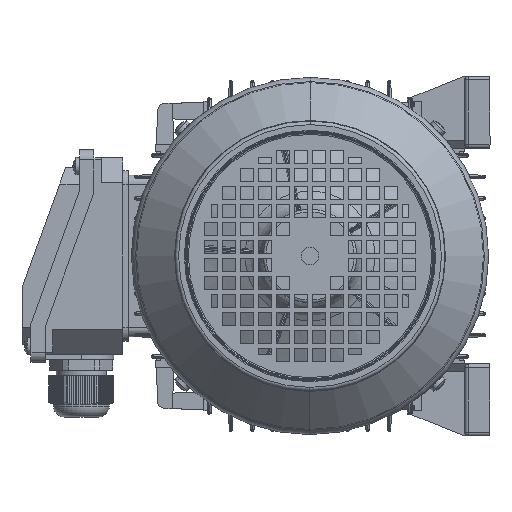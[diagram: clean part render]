
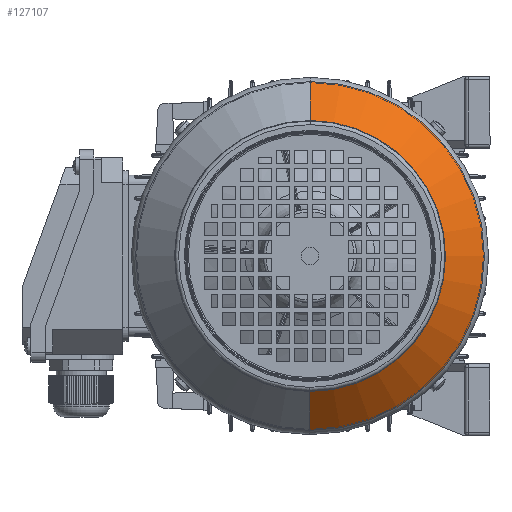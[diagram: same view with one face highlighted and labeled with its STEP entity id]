
A CAD part, left-side view. The second image highlights one B-rep face of the part: STEP entity #127107.
In plain terms, the highlighted conical face has half-angle 45 degrees and reference radius 75.293 mm.
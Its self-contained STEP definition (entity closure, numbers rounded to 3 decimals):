
#38380 = DIRECTION ( 'NONE',  ( -0.707, 0., 0.707 ) ) ;
#38381 = VECTOR ( 'NONE', #38380, 1000. ) ;
#38382 = CARTESIAN_POINT ( 'NONE',  ( 91.707, 0., 75.293 ) ) ;
#38383 = LINE ( 'NONE', #38382, #38381 ) ;
#38433 = DIRECTION ( 'NONE',  ( 0., 0., 1. ) ) ;
#38434 = DIRECTION ( 'NONE',  ( -1., 0., 0. ) ) ;
#38435 = CARTESIAN_POINT ( 'NONE',  ( 91.707, 0., 0. ) ) ;
#38436 = AXIS2_PLACEMENT_3D ( 'NONE', #38435, #38434, #38433 ) ;
#38442 = CIRCLE ( 'NONE', #38436, 75.293 ) ;
#38467 = CARTESIAN_POINT ( 'NONE',  ( 70.093, 0., -96.907 ) ) ;
#38468 = CARTESIAN_POINT ( 'NONE',  ( 70.093, 0., 96.907 ) ) ;
#38504 = CARTESIAN_POINT ( 'NONE',  ( 91.707, 0., -75.293 ) ) ;
#38505 = CARTESIAN_POINT ( 'NONE',  ( 91.707, 0., 75.293 ) ) ;
#38597 = DIRECTION ( 'NONE',  ( -0.707, 0., -0.707 ) ) ;
#38598 = VECTOR ( 'NONE', #38597, 1000. ) ;
#38599 = CARTESIAN_POINT ( 'NONE',  ( 91.707, 0., -75.293 ) ) ;
#38600 = LINE ( 'NONE', #38599, #38598 ) ;
#44774 = CONICAL_SURFACE ( 'NONE', #44835, 75.293, 0.785 ) ;
#44775 = CARTESIAN_POINT ( 'NONE',  ( 91.707, 0., 0. ) ) ;
#44776 = FACE_OUTER_BOUND ( 'NONE', #127108, .T. ) ;
#44833 = DIRECTION ( 'NONE',  ( 0., 0., 1. ) ) ;
#44834 = DIRECTION ( 'NONE',  ( -1., 0., 0. ) ) ;
#44835 = AXIS2_PLACEMENT_3D ( 'NONE', #44775, #44834, #44833 ) ;
#44964 = DIRECTION ( 'NONE',  ( 0., 0., 1. ) ) ;
#44965 = DIRECTION ( 'NONE',  ( -1., 0., 0. ) ) ;
#44966 = AXIS2_PLACEMENT_3D ( 'NONE', #44973, #44965, #44964 ) ;
#44967 = CIRCLE ( 'NONE', #44966, 96.907 ) ;
#44973 = CARTESIAN_POINT ( 'NONE',  ( 70.093, 0., 0. ) ) ;
#123534 = EDGE_CURVE ( 'NONE', #123567, #123555, #38383, .T. ) ;
#123541 = EDGE_CURVE ( 'NONE', #123568, #123567, #38442, .T. ) ;
#123555 = VERTEX_POINT ( 'NONE', #38468 ) ;
#123556 = VERTEX_POINT ( 'NONE', #38467 ) ;
#123567 = VERTEX_POINT ( 'NONE', #38505 ) ;
#123568 = VERTEX_POINT ( 'NONE', #38504 ) ;
#123610 = EDGE_CURVE ( 'NONE', #123568, #123556, #38600, .T. ) ;
#127107 = ADVANCED_FACE ( 'NONE', ( #44776 ), #44774, .T. ) ;
#127108 = EDGE_LOOP ( 'NONE', ( #127165, #127166, #127167, #127168 ) ) ;
#127165 = ORIENTED_EDGE ( 'NONE', *, *, #123610, .F. ) ;
#127166 = ORIENTED_EDGE ( 'NONE', *, *, #123541, .T. ) ;
#127167 = ORIENTED_EDGE ( 'NONE', *, *, #123534, .T. ) ;
#127168 = ORIENTED_EDGE ( 'NONE', *, *, #127169, .F. ) ;
#127169 = EDGE_CURVE ( 'NONE', #123556, #123555, #44967, .T. ) ;
